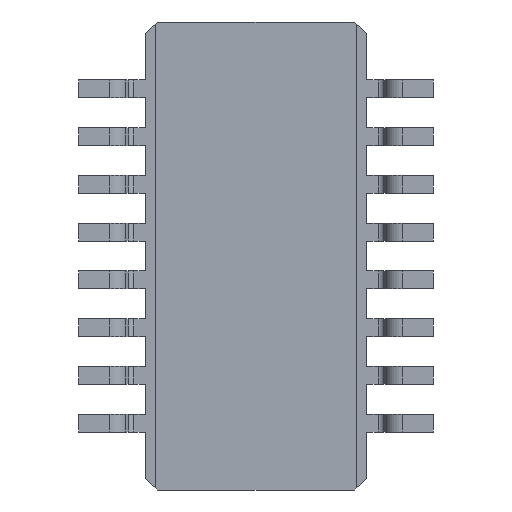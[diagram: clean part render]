
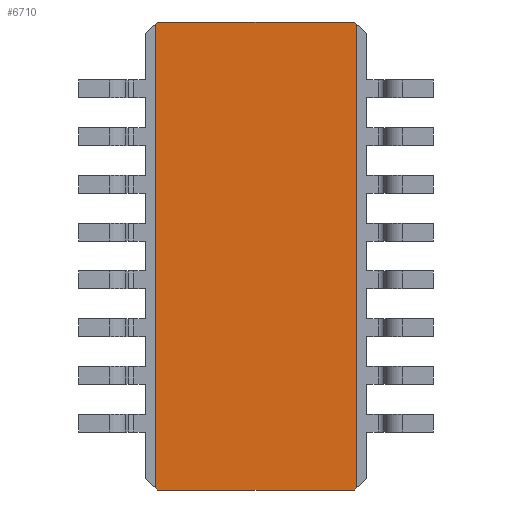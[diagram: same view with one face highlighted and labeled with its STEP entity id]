
A CAD part, front view. The second image highlights one B-rep face of the part: STEP entity #6710.
In plain terms, the highlighted planar face has unit normal (0, -1, 0).
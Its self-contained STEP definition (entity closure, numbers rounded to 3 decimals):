
#6000=CARTESIAN_POINT('',(-0.01,2.,3.92));
#6010=DIRECTION('',(0.,-1.,0.));
#6020=DIRECTION('',(-1.,-0.,0.));
#6030=AXIS2_PLACEMENT_3D('',#6000,#6010,#6020);
#6040=PLANE('',#6030);
#6050=CARTESIAN_POINT('',(-0.03,2.,0.));
#6060=DIRECTION('',(0.707,-0.,0.707));
#6070=VECTOR('',#6060,1.);
#6080=LINE('',#6050,#6070);
#6090=CARTESIAN_POINT('',(-0.03,2.,0.));
#6100=VERTEX_POINT('',#6090);
#6110=CARTESIAN_POINT('',(-0.01,2.,0.02));
#6120=VERTEX_POINT('',#6110);
#6130=EDGE_CURVE('',#6100,#6120,#6080,.T.);
#6140=ORIENTED_EDGE('',*,*,#6130,.T.);
#6150=CARTESIAN_POINT('',(0.,2.,0.));
#6160=DIRECTION('',(1.,0.,-0.));
#6170=VECTOR('',#6160,1.);
#6180=LINE('',#6150,#6170);
#6190=CARTESIAN_POINT('',(-1.68,2.,0.));
#6200=VERTEX_POINT('',#6190);
#6210=EDGE_CURVE('',#6200,#6100,#6180,.T.);
#6220=ORIENTED_EDGE('',*,*,#6210,.T.);
#6230=CARTESIAN_POINT('',(-1.68,2.,0.));
#6240=DIRECTION('',(-0.707,0.,0.707));
#6250=VECTOR('',#6240,1.);
#6260=LINE('',#6230,#6250);
#6270=CARTESIAN_POINT('',(-1.7,2.,0.02));
#6280=VERTEX_POINT('',#6270);
#6290=EDGE_CURVE('',#6200,#6280,#6260,.T.);
#6300=ORIENTED_EDGE('',*,*,#6290,.F.);
#6310=CARTESIAN_POINT('',(-1.7,2.,0.4));
#6320=DIRECTION('',(0.,-0.,1.));
#6330=VECTOR('',#6320,1.);
#6340=LINE('',#6310,#6330);
#6350=CARTESIAN_POINT('',(-1.7,2.,3.9));
#6360=VERTEX_POINT('',#6350);
#6370=EDGE_CURVE('',#6280,#6360,#6340,.T.);
#6380=ORIENTED_EDGE('',*,*,#6370,.F.);
#6390=CARTESIAN_POINT('',(-5.2,2.,0.4));
#6400=DIRECTION('',(0.707,0.,0.707));
#6410=VECTOR('',#6400,1.);
#6420=LINE('',#6390,#6410);
#6430=CARTESIAN_POINT('',(-1.68,2.,3.92));
#6440=VERTEX_POINT('',#6430);
#6450=EDGE_CURVE('',#6360,#6440,#6420,.T.);
#6460=ORIENTED_EDGE('',*,*,#6450,.F.);
#6470=CARTESIAN_POINT('',(0.,2.,3.92));
#6480=DIRECTION('',(-1.,-0.,-0.));
#6490=VECTOR('',#6480,1.);
#6500=LINE('',#6470,#6490);
#6510=CARTESIAN_POINT('',(-0.03,2.,3.92));
#6520=VERTEX_POINT('',#6510);
#6530=EDGE_CURVE('',#6520,#6440,#6500,.T.);
#6540=ORIENTED_EDGE('',*,*,#6530,.T.);
#6550=CARTESIAN_POINT('',(0.,2.,3.89));
#6560=DIRECTION('',(-0.707,0.,0.707));
#6570=VECTOR('',#6560,1.);
#6580=LINE('',#6550,#6570);
#6590=CARTESIAN_POINT('',(-0.01,2.,3.9));
#6600=VERTEX_POINT('',#6590);
#6610=EDGE_CURVE('',#6600,#6520,#6580,.T.);
#6620=ORIENTED_EDGE('',*,*,#6610,.T.);
#6630=CARTESIAN_POINT('',(-0.01,2.,0.4));
#6640=DIRECTION('',(-0.,0.,1.));
#6650=VECTOR('',#6640,1.);
#6660=LINE('',#6630,#6650);
#6670=EDGE_CURVE('',#6120,#6600,#6660,.T.);
#6680=ORIENTED_EDGE('',*,*,#6670,.T.);
#6690=EDGE_LOOP('',(#6680,#6620,#6540,#6460,#6380,#6300,#6220,#6140));
#6700=FACE_OUTER_BOUND('',#6690,.T.);
#6710=ADVANCED_FACE('',(#6700),#6040,.T.);
